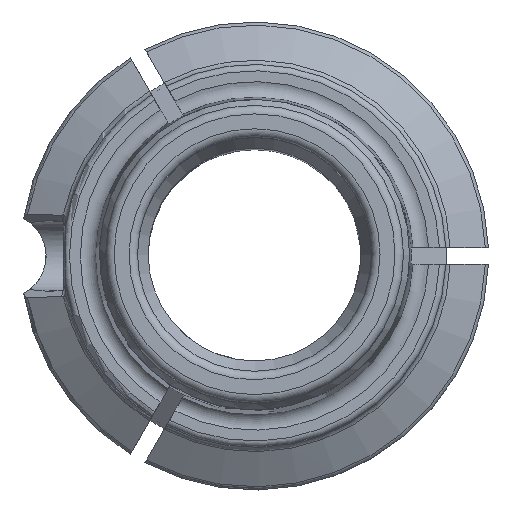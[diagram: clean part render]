
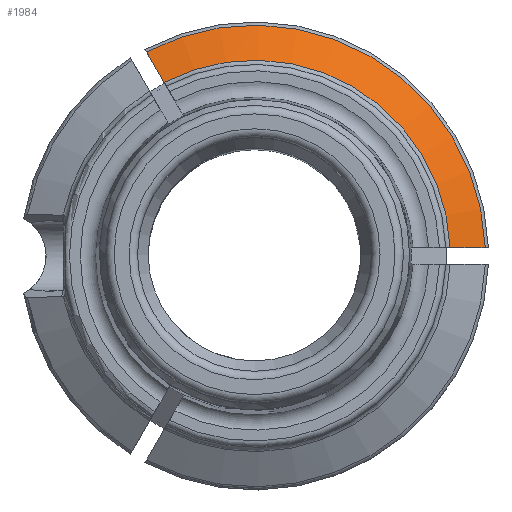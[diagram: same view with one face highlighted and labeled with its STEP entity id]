
A CAD part, top view. The second image highlights one B-rep face of the part: STEP entity #1984.
In plain terms, the highlighted conical face has half-angle 60 degrees and reference radius 9 mm.
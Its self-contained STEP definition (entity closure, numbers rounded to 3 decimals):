
#44=CONICAL_SURFACE('',#2139,9.,1.047);
#153=CIRCLE('',#2034,16405.015);
#160=CIRCLE('',#2053,16443.389);
#210=CIRCLE('',#2137,10.85);
#211=CIRCLE('',#2140,9.2);
#451=ORIENTED_EDGE('',*,*,#827,.T.);
#452=ORIENTED_EDGE('',*,*,#700,.T.);
#453=ORIENTED_EDGE('',*,*,#828,.T.);
#454=ORIENTED_EDGE('',*,*,#733,.T.);
#700=EDGE_CURVE('',#915,#914,#153,.T.);
#733=EDGE_CURVE('',#945,#944,#160,.T.);
#827=EDGE_CURVE('',#944,#915,#210,.T.);
#828=EDGE_CURVE('',#914,#945,#211,.T.);
#914=VERTEX_POINT('',#2709);
#915=VERTEX_POINT('',#2711);
#944=VERTEX_POINT('',#2814);
#945=VERTEX_POINT('',#2816);
#1211=EDGE_LOOP('',(#451,#452,#453,#454));
#1312=FACE_BOUND('',#1211,.T.);
#1984=ADVANCED_FACE('',(#1312),#44,.T.);
#2034=AXIS2_PLACEMENT_3D('',#2710,#2237,#2238);
#2053=AXIS2_PLACEMENT_3D('',#2815,#2288,#2289);
#2137=AXIS2_PLACEMENT_3D('',#3088,#2476,#2477);
#2139=AXIS2_PLACEMENT_3D('',#3090,#2480,#2481);
#2140=AXIS2_PLACEMENT_3D('',#3091,#2482,#2483);
#2237=DIRECTION('',(0.866,0.5,0.));
#2238=DIRECTION('',(-0.25,0.433,0.866));
#2288=DIRECTION('',(0.,1.,0.));
#2289=DIRECTION('',(0.5,0.,0.866));
#2476=DIRECTION('',(0.,0.,1.));
#2477=DIRECTION('',(1.,0.,0.));
#2480=DIRECTION('',(0.,0.,-1.));
#2481=DIRECTION('',(-1.,0.,0.));
#2482=DIRECTION('',(0.,0.,-1.));
#2483=DIRECTION('',(-1.,0.,0.));
#2709=CARTESIAN_POINT('',(-4.249,8.16,2.885));
#2710=CARTESIAN_POINT('',(4094.125,-7090.432,-14207.599));
#2711=CARTESIAN_POINT('',(-5.075,9.59,1.932));
#2814=CARTESIAN_POINT('',(10.843,0.4,1.932));
#2815=CARTESIAN_POINT('',(-8206.732,0.4,-14240.839));
#2816=CARTESIAN_POINT('',(9.191,0.4,2.885));
#3088=CARTESIAN_POINT('',(0.,0.,1.932));
#3090=CARTESIAN_POINT('',(0.,0.,3.));
#3091=CARTESIAN_POINT('',(0.,0.,2.885));
